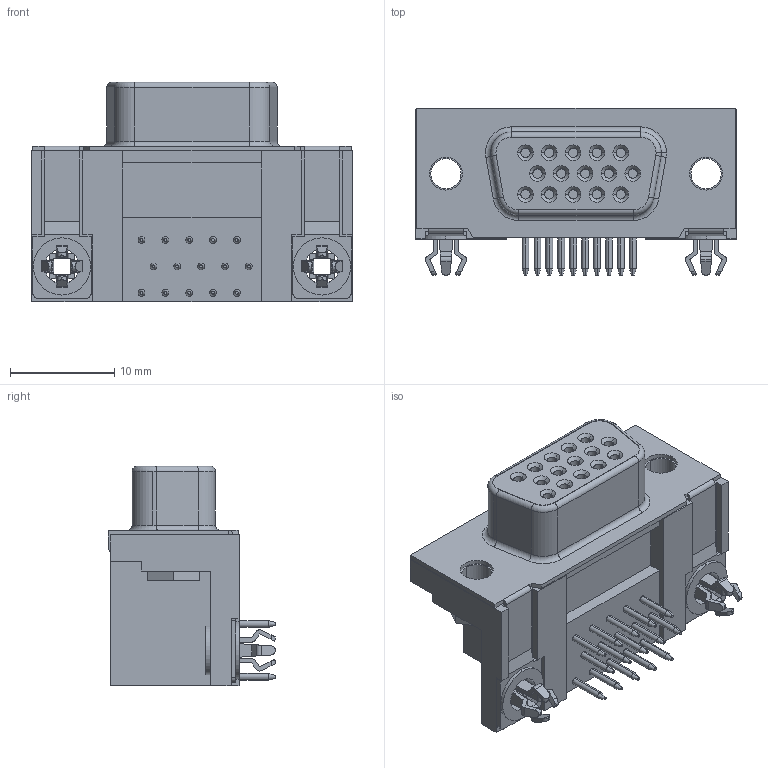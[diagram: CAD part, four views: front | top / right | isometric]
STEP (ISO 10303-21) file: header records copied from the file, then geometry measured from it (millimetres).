
FILE_DESCRIPTION (( 'STEP AP214' ), '1' );
FILE_NAME ('User Library-Connector, D-Sub, 15 pin HD, RA, Receptacle.STEP', '2019-07-07T06:24:33', ( '' ), ( '' ), 'SwSTEP 2.0', 'SolidWorks 2019', '' );
FILE_SCHEMA (( 'AUTOMOTIVE_DESIGN' ));
Length unit declared in the file: millimetre
Products named in the file (1): User Library-Connector, D-Sub, 15 pin HD, RA, Receptacle
Bounding box: 30.81 x 16.05 x 21.1 mm (x, y, z)
Volume: 4525.7 mm3; surface area: 3264.1 mm2
Topology: 1 solids, 3 shells, 473 faces, 1215 edges, 779 vertices
Faces by surface type: plane 253, cylinder 150, cone 60, torus 10
Entity records: 18735 total; most frequent: CARTESIAN_POINT 2732, ORIENTED_EDGE 2430, DIRECTION 2388, EDGE_CURVE 1215, LINE 814, VECTOR 814, AXIS2_PLACEMENT_3D 787, VERTEX_POINT 779
